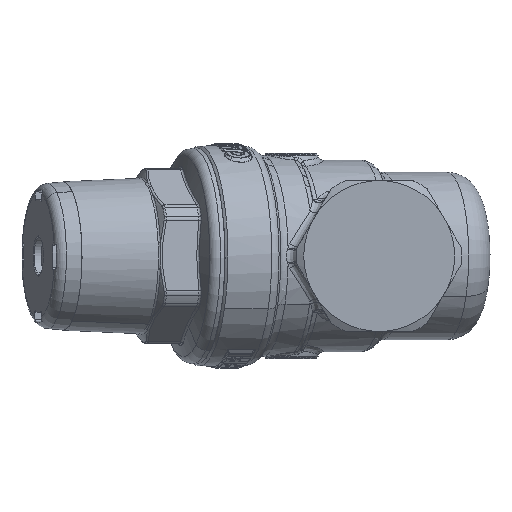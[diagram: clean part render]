
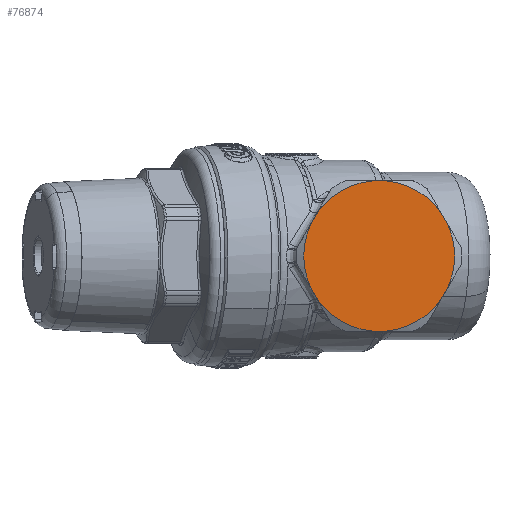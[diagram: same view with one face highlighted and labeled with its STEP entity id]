
A CAD part, left-side view. The second image highlights one B-rep face of the part: STEP entity #76874.
In plain terms, the highlighted planar face has unit normal (-1, 0, 0).
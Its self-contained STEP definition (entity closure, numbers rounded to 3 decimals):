
#73951=CARTESIAN_POINT('Axis2P3D Location',(-33.955,-1.966,0.)) ;
#73955=CARTESIAN_POINT('Vertex',(-33.955,-14.936,8.936)) ;
#73957=CARTESIAN_POINT('Vertex',(-33.955,-3.22,15.7)) ;
#73983=CARTESIAN_POINT('Axis2P3D Location',(-33.955,-1.966,0.)) ;
#73987=CARTESIAN_POINT('Vertex',(-33.955,-0.712,15.7)) ;
#73989=CARTESIAN_POINT('Vertex',(-33.955,11.004,8.936)) ;
#75211=CARTESIAN_POINT('Axis2P3D Location',(-33.955,-1.966,0.)) ;
#75215=CARTESIAN_POINT('Vertex',(-33.955,12.258,6.764)) ;
#75217=CARTESIAN_POINT('Vertex',(-33.955,12.258,-6.764)) ;
#75734=CARTESIAN_POINT('Line Origine',(-33.955,11.631,7.85)) ;
#76137=CARTESIAN_POINT('Axis2P3D Location',(-33.955,-1.966,0.)) ;
#76141=CARTESIAN_POINT('Vertex',(-33.955,11.004,-8.936)) ;
#76143=CARTESIAN_POINT('Vertex',(-33.955,-0.712,-15.7)) ;
#76789=CARTESIAN_POINT('Axis2P3D Location',(-33.955,-1.966,0.)) ;
#76793=CARTESIAN_POINT('Vertex',(-33.955,-3.22,-15.7)) ;
#76795=CARTESIAN_POINT('Vertex',(-33.955,-14.936,-8.936)) ;
#76821=CARTESIAN_POINT('Axis2P3D Location',(-33.955,11.584,0.)) ;
#76826=CARTESIAN_POINT('Line Origine',(-33.955,-15.563,7.85)) ;
#76830=CARTESIAN_POINT('Vertex',(-33.955,-16.19,6.764)) ;
#76833=CARTESIAN_POINT('Line Origine',(-33.955,-1.966,15.7)) ;
#76838=CARTESIAN_POINT('Line Origine',(-33.955,11.631,-7.85)) ;
#76843=CARTESIAN_POINT('Line Origine',(-33.955,-1.966,-15.7)) ;
#76848=CARTESIAN_POINT('Line Origine',(-33.955,-15.563,-7.85)) ;
#76852=CARTESIAN_POINT('Vertex',(-33.955,-16.19,-6.764)) ;
#76855=CARTESIAN_POINT('Axis2P3D Location',(-33.955,-1.966,0.)) ;
#73952=DIRECTION('Axis2P3D Direction',(1.,0.,0.)) ;
#73984=DIRECTION('Axis2P3D Direction',(1.,0.,0.)) ;
#75212=DIRECTION('Axis2P3D Direction',(1.,0.,0.)) ;
#75735=DIRECTION('Vector Direction',(0.,-0.5,0.866)) ;
#76138=DIRECTION('Axis2P3D Direction',(1.,0.,0.)) ;
#76790=DIRECTION('Axis2P3D Direction',(1.,0.,0.)) ;
#76822=DIRECTION('Axis2P3D Direction',(-1.,0.,0.)) ;
#76823=DIRECTION('Axis2P3D XDirection',(0.,1.,0.)) ;
#76827=DIRECTION('Vector Direction',(0.,0.5,0.866)) ;
#76834=DIRECTION('Vector Direction',(0.,-1.,0.)) ;
#76839=DIRECTION('Vector Direction',(0.,-0.5,-0.866)) ;
#76844=DIRECTION('Vector Direction',(0.,1.,0.)) ;
#76849=DIRECTION('Vector Direction',(0.,0.5,-0.866)) ;
#76856=DIRECTION('Axis2P3D Direction',(-1.,0.,0.)) ;
#73953=AXIS2_PLACEMENT_3D('Circle Axis2P3D',#73951,#73952,$) ;
#73985=AXIS2_PLACEMENT_3D('Circle Axis2P3D',#73983,#73984,$) ;
#75213=AXIS2_PLACEMENT_3D('Circle Axis2P3D',#75211,#75212,$) ;
#76139=AXIS2_PLACEMENT_3D('Circle Axis2P3D',#76137,#76138,$) ;
#76791=AXIS2_PLACEMENT_3D('Circle Axis2P3D',#76789,#76790,$) ;
#76824=AXIS2_PLACEMENT_3D('Plane Axis2P3D',#76821,#76822,#76823) ;
#76857=AXIS2_PLACEMENT_3D('Circle Axis2P3D',#76855,#76856,$) ;
#76861=ORIENTED_EDGE('',*,*,#76832,.T.) ;
#76862=ORIENTED_EDGE('',*,*,#73959,.T.) ;
#76863=ORIENTED_EDGE('',*,*,#76837,.F.) ;
#76864=ORIENTED_EDGE('',*,*,#73991,.T.) ;
#76865=ORIENTED_EDGE('',*,*,#75738,.F.) ;
#76866=ORIENTED_EDGE('',*,*,#75219,.T.) ;
#76867=ORIENTED_EDGE('',*,*,#76842,.T.) ;
#76868=ORIENTED_EDGE('',*,*,#76145,.T.) ;
#76869=ORIENTED_EDGE('',*,*,#76847,.F.) ;
#76870=ORIENTED_EDGE('',*,*,#76797,.T.) ;
#76871=ORIENTED_EDGE('',*,*,#76854,.F.) ;
#76872=ORIENTED_EDGE('',*,*,#76859,.T.) ;
#75736=VECTOR('Line Direction',#75735,1.) ;
#76828=VECTOR('Line Direction',#76827,1.) ;
#76835=VECTOR('Line Direction',#76834,1.) ;
#76840=VECTOR('Line Direction',#76839,1.) ;
#76845=VECTOR('Line Direction',#76844,1.) ;
#76850=VECTOR('Line Direction',#76849,1.) ;
#76874=ADVANCED_FACE('41727_01.1\\41713',(#76873),#76825,.T.) ;
#73954=CIRCLE('generated circle',#73953,15.75) ;
#73986=CIRCLE('generated circle',#73985,15.75) ;
#75214=CIRCLE('generated circle',#75213,15.75) ;
#76140=CIRCLE('generated circle',#76139,15.75) ;
#76792=CIRCLE('generated circle',#76791,15.75) ;
#76858=CIRCLE('generated circle',#76857,15.75) ;
#73959=EDGE_CURVE('',#73956,#73958,#73954,.F.) ;
#73991=EDGE_CURVE('',#73988,#73990,#73986,.F.) ;
#75219=EDGE_CURVE('',#75216,#75218,#75214,.F.) ;
#75738=EDGE_CURVE('',#75216,#73990,#75737,.T.) ;
#76145=EDGE_CURVE('',#76142,#76144,#76140,.F.) ;
#76797=EDGE_CURVE('',#76794,#76796,#76792,.F.) ;
#76832=EDGE_CURVE('',#76831,#73956,#76829,.T.) ;
#76837=EDGE_CURVE('',#73988,#73958,#76836,.T.) ;
#76842=EDGE_CURVE('',#75218,#76142,#76841,.T.) ;
#76847=EDGE_CURVE('',#76794,#76144,#76846,.T.) ;
#76854=EDGE_CURVE('',#76853,#76796,#76851,.T.) ;
#76859=EDGE_CURVE('',#76853,#76831,#76858,.T.) ;
#76860=EDGE_LOOP('',(#76861,#76862,#76863,#76864,#76865,#76866,#76867,#76868,#76869,#76870,#76871,#76872)) ;
#76873=FACE_OUTER_BOUND('',#76860,.T.) ;
#75737=LINE('Line',#75734,#75736) ;
#76829=LINE('Line',#76826,#76828) ;
#76836=LINE('Line',#76833,#76835) ;
#76841=LINE('Line',#76838,#76840) ;
#76846=LINE('Line',#76843,#76845) ;
#76851=LINE('Line',#76848,#76850) ;
#76825=PLANE('',#76824) ;
#73956=VERTEX_POINT('',#73955) ;
#73958=VERTEX_POINT('',#73957) ;
#73988=VERTEX_POINT('',#73987) ;
#73990=VERTEX_POINT('',#73989) ;
#75216=VERTEX_POINT('',#75215) ;
#75218=VERTEX_POINT('',#75217) ;
#76142=VERTEX_POINT('',#76141) ;
#76144=VERTEX_POINT('',#76143) ;
#76794=VERTEX_POINT('',#76793) ;
#76796=VERTEX_POINT('',#76795) ;
#76831=VERTEX_POINT('',#76830) ;
#76853=VERTEX_POINT('',#76852) ;
